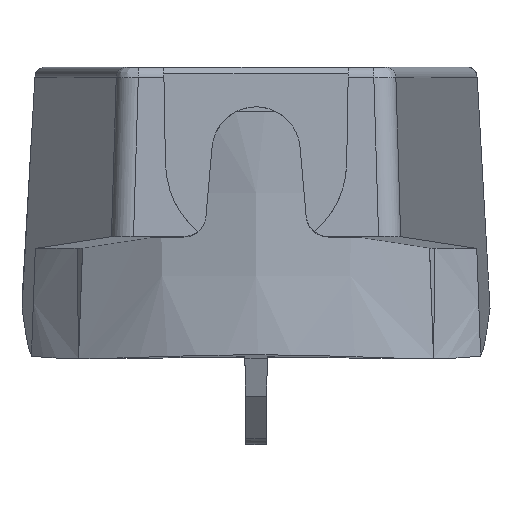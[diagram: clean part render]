
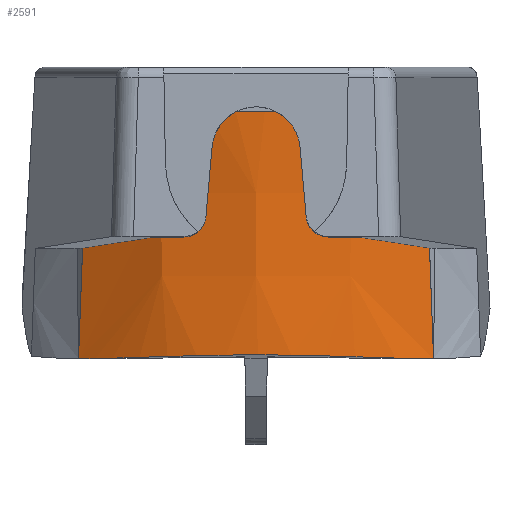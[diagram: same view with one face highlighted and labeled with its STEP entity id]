
A CAD part, front view. The second image highlights one B-rep face of the part: STEP entity #2591.
In plain terms, the highlighted free-form (B-spline) face has degree [3, 3] with [7, 4] control points.
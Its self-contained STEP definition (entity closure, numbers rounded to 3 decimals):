
#41=B_SPLINE_SURFACE_WITH_KNOTS('',3,3,((#5907,#5908,#5909,#5910),(#5911,
#5912,#5913,#5914),(#5915,#5916,#5917,#5918),(#5919,#5920,#5921,#5922),
(#5923,#5924,#5925,#5926),(#5927,#5928,#5929,#5930),(#5931,#5932,#5933,
#5934)),.UNSPECIFIED.,.F.,.F.,.F.,(4,1,1,1,4),(4,4),(0.,
0.25,0.5,0.75,1.),(-0.979,0.001),
 .UNSPECIFIED.);
#270=FACE_OUTER_BOUND('',#418,.T.);
#418=EDGE_LOOP('',(#1975,#1976,#1977,#1978));
#494=B_SPLINE_CURVE_WITH_KNOTS('',3,(#3866,#3867,#3868,#3869,#3870,#3871,
#3872,#3873,#3874,#3875),.UNSPECIFIED.,.F.,.F.,(4,2,2,2,4),(-1.721,
-1.291,-0.861,-0.431,0.),
 .UNSPECIFIED.);
#511=B_SPLINE_CURVE_WITH_KNOTS('',3,(#4614,#4615,#4616,#4617,#4618,#4619,
#4620,#4621),.UNSPECIFIED.,.F.,.F.,(4,2,2,4),(0.,0.01,0.57,
1.121),.UNSPECIFIED.);
#514=B_SPLINE_CURVE_WITH_KNOTS('',3,(#4691,#4692,#4693,#4694,#4695,#4696,
#4697,#4698),.UNSPECIFIED.,.F.,.F.,(4,2,2,4),(0.,0.551,1.111,
1.121),.UNSPECIFIED.);
#536=B_SPLINE_CURVE_WITH_KNOTS('',3,(#5146,#5147,#5148,#5149,#5150,#5151,
#5152,#5153,#5154,#5155),.UNSPECIFIED.,.F.,.F.,(4,2,2,2,4),(-1.613,
-1.209,-0.806,-0.404,0.),
 .UNSPECIFIED.);
#983=VERTEX_POINT('',#3858);
#984=VERTEX_POINT('',#3865);
#1020=VERTEX_POINT('',#4604);
#1031=VERTEX_POINT('',#4689);
#1229=EDGE_CURVE('',#983,#984,#494,.T.);
#1279=EDGE_CURVE('',#1020,#984,#511,.T.);
#1287=EDGE_CURVE('',#983,#1031,#514,.T.);
#1323=EDGE_CURVE('',#1031,#1020,#536,.T.);
#1975=ORIENTED_EDGE('',*,*,#1279,.T.);
#1976=ORIENTED_EDGE('',*,*,#1229,.F.);
#1977=ORIENTED_EDGE('',*,*,#1287,.T.);
#1978=ORIENTED_EDGE('',*,*,#1323,.T.);
#2591=ADVANCED_FACE('',(#270),#41,.T.);
#3858=CARTESIAN_POINT('',(8.03,-15.481,17.97));
#3865=CARTESIAN_POINT('',(-8.03,-15.481,17.97));
#3866=CARTESIAN_POINT('Ctrl Pts',(8.03,-15.481,17.97));
#3867=CARTESIAN_POINT('Ctrl Pts',(6.883,-16.344,17.965));
#3868=CARTESIAN_POINT('Ctrl Pts',(5.596,-17.022,18.016));
#3869=CARTESIAN_POINT('Ctrl Pts',(2.873,-17.935,18.104));
#3870=CARTESIAN_POINT('Ctrl Pts',(1.438,-18.17,18.138));
#3871=CARTESIAN_POINT('Ctrl Pts',(-1.438,-18.17,18.138));
#3872=CARTESIAN_POINT('Ctrl Pts',(-2.873,-17.935,18.104));
#3873=CARTESIAN_POINT('Ctrl Pts',(-5.596,-17.022,18.016));
#3874=CARTESIAN_POINT('Ctrl Pts',(-6.883,-16.344,17.965));
#3875=CARTESIAN_POINT('Ctrl Pts',(-8.03,-15.481,17.97));
#4604=CARTESIAN_POINT('',(-7.626,-16.129,29.159));
#4614=CARTESIAN_POINT('Ctrl Pts',(-7.626,-16.129,29.159));
#4615=CARTESIAN_POINT('Ctrl Pts',(-7.627,-16.127,29.125));
#4616=CARTESIAN_POINT('Ctrl Pts',(-7.628,-16.125,29.091));
#4617=CARTESIAN_POINT('Ctrl Pts',(-7.696,-16.019,27.196));
#4618=CARTESIAN_POINT('Ctrl Pts',(-7.764,-15.913,25.333));
#4619=CARTESIAN_POINT('Ctrl Pts',(-7.897,-15.7,21.639));
#4620=CARTESIAN_POINT('Ctrl Pts',(-7.963,-15.592,19.803));
#4621=CARTESIAN_POINT('Ctrl Pts',(-8.03,-15.481,17.97));
#4689=CARTESIAN_POINT('',(7.626,-16.129,29.159));
#4691=CARTESIAN_POINT('Ctrl Pts',(8.03,-15.481,17.97));
#4692=CARTESIAN_POINT('Ctrl Pts',(7.963,-15.592,19.803));
#4693=CARTESIAN_POINT('Ctrl Pts',(7.897,-15.7,21.639));
#4694=CARTESIAN_POINT('Ctrl Pts',(7.764,-15.913,25.333));
#4695=CARTESIAN_POINT('Ctrl Pts',(7.696,-16.019,27.196));
#4696=CARTESIAN_POINT('Ctrl Pts',(7.628,-16.125,29.091));
#4697=CARTESIAN_POINT('Ctrl Pts',(7.627,-16.127,29.125));
#4698=CARTESIAN_POINT('Ctrl Pts',(7.626,-16.129,29.159));
#5146=CARTESIAN_POINT('Ctrl Pts',(7.626,-16.129,29.159));
#5147=CARTESIAN_POINT('Ctrl Pts',(6.509,-16.881,29.159));
#5148=CARTESIAN_POINT('Ctrl Pts',(5.28,-17.469,29.159));
#5149=CARTESIAN_POINT('Ctrl Pts',(2.696,-18.257,29.159));
#5150=CARTESIAN_POINT('Ctrl Pts',(1.348,-18.459,29.159));
#5151=CARTESIAN_POINT('Ctrl Pts',(-1.35,-18.458,29.159));
#5152=CARTESIAN_POINT('Ctrl Pts',(-2.698,-18.257,29.159));
#5153=CARTESIAN_POINT('Ctrl Pts',(-5.28,-17.468,29.159));
#5154=CARTESIAN_POINT('Ctrl Pts',(-6.51,-16.88,29.159));
#5155=CARTESIAN_POINT('Ctrl Pts',(-7.626,-16.129,29.159));
#5907=CARTESIAN_POINT('Ctrl Pts',(8.206,-15.715,29.155));
#5908=CARTESIAN_POINT('Ctrl Pts',(8.147,-15.637,25.422));
#5909=CARTESIAN_POINT('Ctrl Pts',(8.088,-15.559,21.689));
#5910=CARTESIAN_POINT('Ctrl Pts',(8.03,-15.481,17.956));
#5911=CARTESIAN_POINT('Ctrl Pts',(7.034,-16.598,29.163));
#5912=CARTESIAN_POINT('Ctrl Pts',(6.983,-16.514,25.431));
#5913=CARTESIAN_POINT('Ctrl Pts',(6.933,-16.429,21.698));
#5914=CARTESIAN_POINT('Ctrl Pts',(6.882,-16.345,17.965));
#5915=CARTESIAN_POINT('Ctrl Pts',(4.402,-17.982,29.177));
#5916=CARTESIAN_POINT('Ctrl Pts',(4.37,-17.887,25.444));
#5917=CARTESIAN_POINT('Ctrl Pts',(4.339,-17.793,21.711));
#5918=CARTESIAN_POINT('Ctrl Pts',(4.307,-17.699,17.979));
#5919=CARTESIAN_POINT('Ctrl Pts',(0.,-18.698,
29.184));
#5920=CARTESIAN_POINT('Ctrl Pts',(0.,-18.599,
25.451));
#5921=CARTESIAN_POINT('Ctrl Pts',(0.,-18.499,
21.718));
#5922=CARTESIAN_POINT('Ctrl Pts',(0.,-18.4,
17.986));
#5923=CARTESIAN_POINT('Ctrl Pts',(-4.402,-17.982,29.177));
#5924=CARTESIAN_POINT('Ctrl Pts',(-4.37,-17.887,25.444));
#5925=CARTESIAN_POINT('Ctrl Pts',(-4.339,-17.793,21.711));
#5926=CARTESIAN_POINT('Ctrl Pts',(-4.307,-17.699,17.979));
#5927=CARTESIAN_POINT('Ctrl Pts',(-7.034,-16.598,29.163));
#5928=CARTESIAN_POINT('Ctrl Pts',(-6.983,-16.514,25.431));
#5929=CARTESIAN_POINT('Ctrl Pts',(-6.933,-16.429,21.698));
#5930=CARTESIAN_POINT('Ctrl Pts',(-6.882,-16.345,17.965));
#5931=CARTESIAN_POINT('Ctrl Pts',(-8.206,-15.715,29.155));
#5932=CARTESIAN_POINT('Ctrl Pts',(-8.147,-15.637,25.422));
#5933=CARTESIAN_POINT('Ctrl Pts',(-8.088,-15.559,21.689));
#5934=CARTESIAN_POINT('Ctrl Pts',(-8.03,-15.481,17.956));
